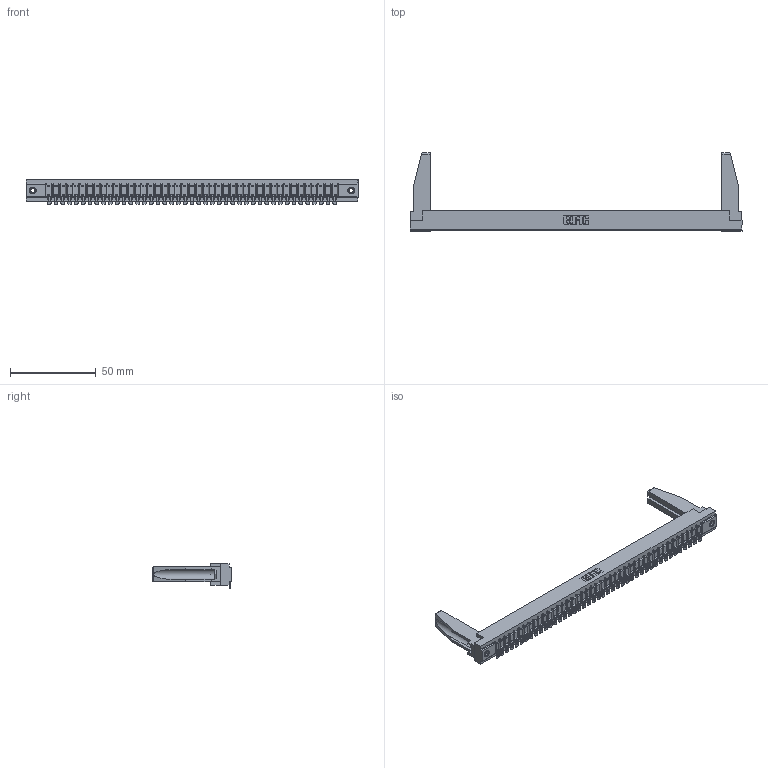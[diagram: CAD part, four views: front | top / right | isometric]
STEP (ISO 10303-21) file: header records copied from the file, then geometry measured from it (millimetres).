
FILE_DESCRIPTION (( 'STEP AP203' ), '1' );
FILE_NAME ('307-043-454-178.STEP', '2020-09-29T20:36:05', ( '' ), ( '' ), 'SwSTEP 2.0', 'SolidWorks 2020', '' );
FILE_SCHEMA (( 'CONFIG_CONTROL_DESIGN' ));
Length unit declared in the file: inch
Products named in the file (5): 307 Part_.156 Dia Mounting Holes; 307-290-002_554; 307-043-454-178; 345-250-001_345-250-001-102; 307-220-078
Assembly tree (48 placements, depth 2):
  307-043-454-178
    307 Part_.156 Dia Mounting Holes
    307-290-002_554  x43
    307-220-078  x2
    345-250-001_345-250-001-102  x2
Bounding box: 193.4 x 45.72 x 14.52 mm (x, y, z)
Volume: 24712.1 mm3; surface area: 30063.6 mm2
Topology: 48 solids, 48 shells, 3775 faces, 11532 edges, 7560 vertices
Faces by surface type: plane 2132, cylinder 1539, sphere 88, cone 12, torus 4
Entity records: 40144 total; most frequent: CARTESIAN_POINT 6772, ORIENTED_EDGE 6718, DIRECTION 6541, EDGE_CURVE 3359, VECTOR 2571, LINE 2571, VERTEX_POINT 2174, AXIS2_PLACEMENT_3D 1985
